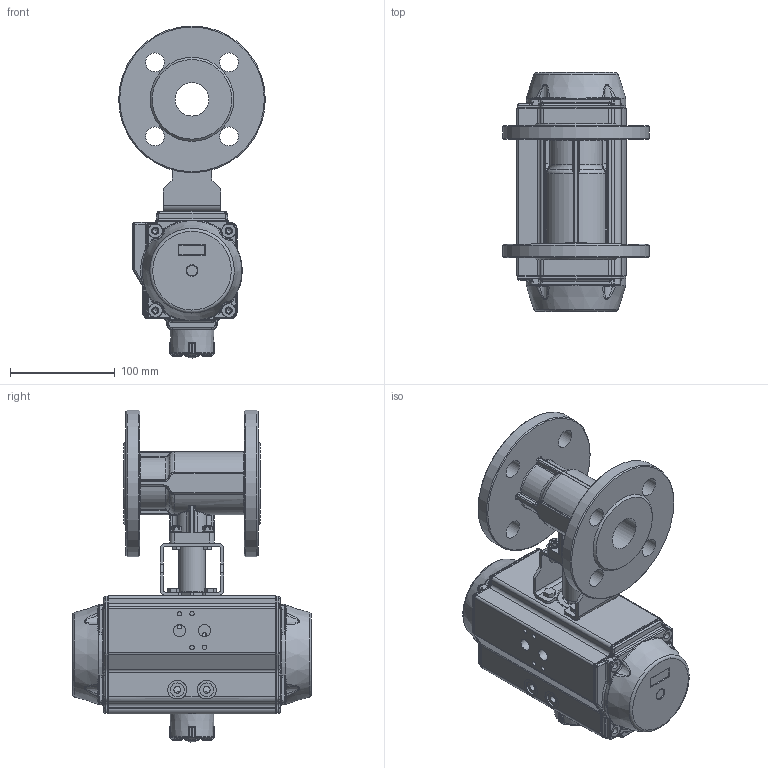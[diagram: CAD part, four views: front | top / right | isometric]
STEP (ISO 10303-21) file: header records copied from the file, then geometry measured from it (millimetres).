
FILE_DESCRIPTION(/* description */ ('Unknown'),/* implementation_level */ '2;1');
FILE_NAME(/* name */ 'PE040909-07',/* time_stamp */ '2025-02-06T09:31:40+01:00',/* author */ ('Unknown'),/* organization */ ('Unknown'),/* preprocessor_version */ 'ST-DEVELOPER v19.4',/* originating_system */ 'Solid Edge',/* authorisation */ 'Unknown');
FILE_SCHEMA (('AUTOMOTIVE_DESIGN {1 0 10303 214 3 1 1}'));
Products named in the file (18): PE040909-07; 49899006_Brücke F05-F04 Höhe 50; 4.150_160.032; 49860305_Spindeladapter Edelstahl_SW17x15, Tasche SW9x13, Aufbau 50_(
für 7.500_7.530_7.535) ); DIN558 M5x20; DIN558_M_6x16.1.3; DIN125-5_3.1.3; DIN934_M5; PD05_PE04; VTE85____; Optische Anzeige; ______; ________(___________; cup head nib bolts with large head gb_GB_FASTENER_BOLT_CHNBW M6X25-N; huosai85; zhou85; vt85-2016-06-25  _______MIR; vt85-2016-06-25
Assembly tree (33 placements, depth 4):
  PE040909-07
    49899006_Brücke F05-F04 Höhe 50
    4.150_160.032
    49860305_Spindeladapter Edelstahl_SW17x15, Tasche SW9x13, Aufbau 50_(
für 7.500_7.530_7.535) )
    DIN558 M5x20  x4
    DIN558_M_6x16.1.3  x4
    DIN125-5_3.1.3  x4
    DIN934_M5  x4
    PD05_PE04
      VTE85____
      Optische Anzeige
        ______
        ________(___________  x4
        cup head nib bolts with large head gb_GB_FASTENER_BOLT_CHNBW M6X25-N
      huosai85  x2
      zhou85
      vt85-2016-06-25  _______MIR
      vt85-2016-06-25
Bounding box: 140 x 228 x 316.81 mm (x, y, z)
Volume: 1786593.5 mm3; surface area: 445228.2 mm2
Topology: 31 solids, 31 shells, 3502 faces, 8717 edges, 5380 vertices
Faces by surface type: plane 1072, cylinder 905, bspline 709, torus 545, cone 238, sphere 33
Full cylindrical faces by diameter (mm): 3 x16, 3.3 x8, 4 x2, 4.134 x14, 4.66 x1, 4.917 x13, 5 x5, 5.3 x4, 5.5 x4, 6 x9, 6.2 x1, 6.647 x6, 7 x4, 10 x4, 11.445 x2, 12 x2, 13 x10, 16.2 x1, 16.5 x1, 18 x8, 18.7 x1, 20 x7, 23 x12, 25 x1, 26 x1, 27 x1, 30 x2, 31.5 x1, 32 x1, 32.2 x1
Entity records: 103865 total; most frequent: CARTESIAN_POINT 42930, ORIENTED_EDGE 12666, DIRECTION 10987, EDGE_CURVE 6333, AXIS2_PLACEMENT_3D 4377, VERTEX_POINT 4079, FACE_BOUND 3190, EDGE_LOOP 3174
